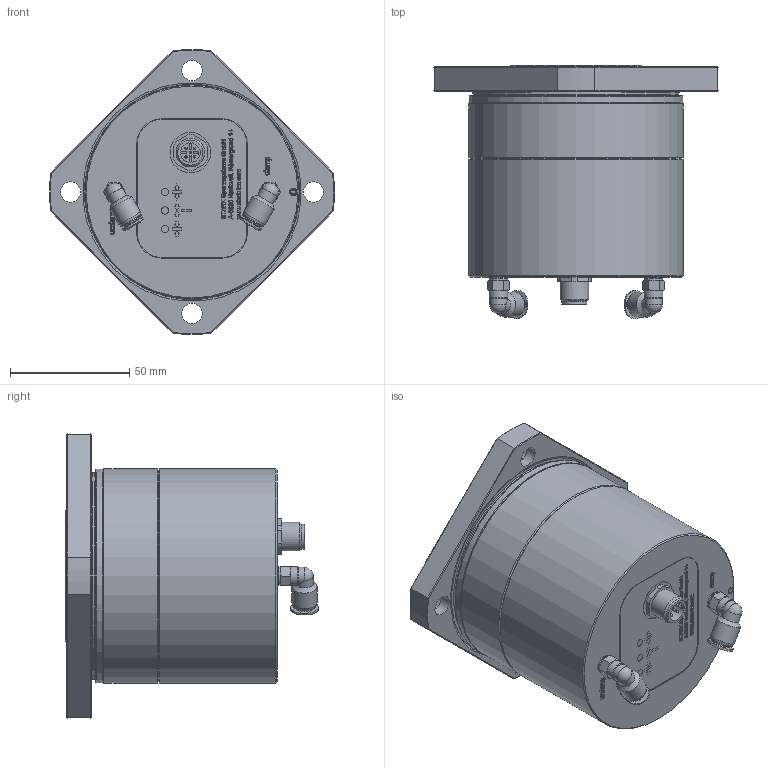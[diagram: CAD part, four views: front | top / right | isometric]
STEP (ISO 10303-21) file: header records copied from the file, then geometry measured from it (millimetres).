
FILE_DESCRIPTION (( 'STEP AP214' ), '1' );
FILE_NAME ('077-001-01 SPEEDY connect M.STEP', '2019-03-19T10:25:24', ( '' ), ( '' ), 'SwSTEP 2.0', 'SolidWorks 2017', '' );
FILE_SCHEMA (( 'AUTOMOTIVE_DESIGN' ));
Length unit declared in the file: millimetre
Products named in the file (1): 077-001-01 SPEEDY connect M
Bounding box: 119.38 x 106.1 x 119.38 mm (x, y, z)
Volume: 565721.3 mm3; surface area: 56118.9 mm2
Topology: 1 solids, 7 shells, 3082 faces, 8161 edges, 5426 vertices
Faces by surface type: plane 1707, bspline 1064, cylinder 163, cone 109, sphere 20, torus 19
Full cylindrical faces by diameter (mm): 1 x5, 2.1 x4, 3 x3, 5 x2, 5.2 x16, 6 x3, 7 x2, 7.6 x4, 7.875 x2, 8.3 x1, 8.5 x4, 9.696 x2, 10.5 x3, 12 x2, 12.05 x1, 15 x4, 17 x1, 19.387 x1, 21.6 x1, 24 x1, 27.5 x1, 28 x1, 28.3 x1, 32.6 x1, 33.1 x1, 86.8 x1, 88.25 x1, 89.8 x2, 90 x1
Entity records: 146852 total; most frequent: CARTESIAN_POINT 78630, ORIENTED_EDGE 15934, DIRECTION 10012, EDGE_CURVE 7967, VERTEX_POINT 5378, LINE 5212, VECTOR 5212, EDGE_LOOP 3577
